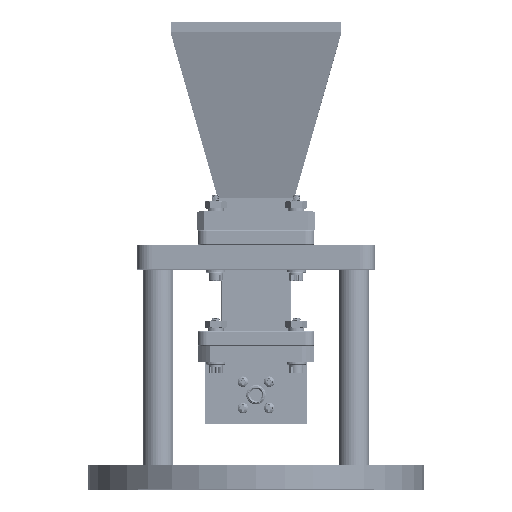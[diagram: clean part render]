
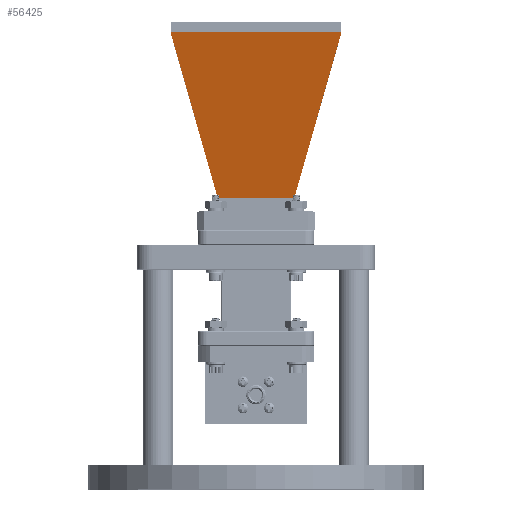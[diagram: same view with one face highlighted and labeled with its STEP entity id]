
A CAD part, top view. The second image highlights one B-rep face of the part: STEP entity #56425.
In plain terms, the highlighted face is planar.
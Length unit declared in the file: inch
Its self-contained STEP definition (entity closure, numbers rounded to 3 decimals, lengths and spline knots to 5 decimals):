
#1934 = VERTEX_POINT ( 'NONE', #4932 ) ;
#3794 = EDGE_CURVE ( 'NONE', #41884, #64660, #17742, .T. ) ;
#3969 = CARTESIAN_POINT ( 'NONE',  ( -0.81938, 1.09969, 4.08036 ) ) ;
#4872 = ORIENTED_EDGE ( 'NONE', *, *, #8760, .T. ) ;
#4932 = CARTESIAN_POINT ( 'NONE',  ( -0.82126, -1.09969, 4.08818 ) ) ;
#5973 = ORIENTED_EDGE ( 'NONE', *, *, #6777, .T. ) ;
#6777 = EDGE_CURVE ( 'NONE', #64660, #48663, #37968, .T. ) ;
#7238 = DIRECTION ( 'NONE',  ( 0., -1., 0. ) ) ;
#8760 = EDGE_CURVE ( 'NONE', #1934, #41884, #43403, .T. ) ;
#9035 = DIRECTION ( 'NONE',  ( 0.226, -0.267, -0.937 ) ) ;
#12201 = VERTEX_POINT ( 'NONE', #34361 ) ;
#14339 = CARTESIAN_POINT ( 'NONE',  ( -0.81938, -1.09969, 4.08036 ) ) ;
#16077 = DIRECTION ( 'NONE',  ( -0.226, -0.267, 0.937 ) ) ;
#17742 = LINE ( 'NONE', #51482, #33295 ) ;
#19061 = DIRECTION ( 'NONE',  ( -0.972, 0., -0.235 ) ) ;
#20690 = EDGE_CURVE ( 'NONE', #12201, #53242, #56757, .T. ) ;
#27308 = ORIENTED_EDGE ( 'NONE', *, *, #20690, .T. ) ;
#30386 = PLANE ( 'NONE',  #60465 ) ;
#32599 = FACE_OUTER_BOUND ( 'NONE', #76049, .T. ) ;
#33295 = VECTOR ( 'NONE', #42349, 39.37008 ) ;
#34361 = CARTESIAN_POINT ( 'NONE',  ( -0.30561, -0.4938, 1.95443 ) ) ;
#37968 = LINE ( 'NONE', #44618, #64320 ) ;
#38219 = VECTOR ( 'NONE', #73547, 39.37008 ) ;
#38963 = VECTOR ( 'NONE', #16077, 39.37008 ) ;
#41100 = ORIENTED_EDGE ( 'NONE', *, *, #53792, .T. ) ;
#41884 = VERTEX_POINT ( 'NONE', #51695 ) ;
#42349 = DIRECTION ( 'NONE',  ( 0.235, 0., -0.972 ) ) ;
#42900 = DIRECTION ( 'NONE',  ( -0.235, 0., 0.972 ) ) ;
#43363 = VECTOR ( 'NONE', #73811, 39.37008 ) ;
#43403 = LINE ( 'NONE', #49676, #38219 ) ;
#43880 = VECTOR ( 'NONE', #7238, 39.37008 ) ;
#44618 = CARTESIAN_POINT ( 'NONE',  ( -0.81938, 1.09969, 4.08036 ) ) ;
#45399 = CARTESIAN_POINT ( 'NONE',  ( -0.30561, -0.4938, 1.95443 ) ) ;
#48663 = VERTEX_POINT ( 'NONE', #48903 ) ;
#48903 = CARTESIAN_POINT ( 'NONE',  ( -0.30561, 0.4938, 1.95443 ) ) ;
#49676 = CARTESIAN_POINT ( 'NONE',  ( -0.82126, 0., 4.08818 ) ) ;
#51482 = CARTESIAN_POINT ( 'NONE',  ( -0.82126, 1.09969, 4.08818 ) ) ;
#51695 = CARTESIAN_POINT ( 'NONE',  ( -0.82126, 1.09969, 4.08818 ) ) ;
#53242 = VERTEX_POINT ( 'NONE', #65441 ) ;
#53792 = EDGE_CURVE ( 'NONE', #53242, #1934, #55818, .T. ) ;
#54268 = CARTESIAN_POINT ( 'NONE',  ( -0.57418, 0., 3.06576 ) ) ;
#55818 = LINE ( 'NONE', #14339, #43363 ) ;
#56425 = ADVANCED_FACE ( 'NONE', ( #32599 ), #30386, .T. ) ;
#56469 = CARTESIAN_POINT ( 'NONE',  ( -0.30561, 0., 1.95443 ) ) ;
#56757 = LINE ( 'NONE', #45399, #38963 ) ;
#60335 = ORIENTED_EDGE ( 'NONE', *, *, #72996, .T. ) ;
#60415 = LINE ( 'NONE', #56469, #43880 ) ;
#60465 = AXIS2_PLACEMENT_3D ( 'NONE', #54268, #19061, #42900 ) ;
#64320 = VECTOR ( 'NONE', #9035, 39.37008 ) ;
#64660 = VERTEX_POINT ( 'NONE', #3969 ) ;
#65402 = ORIENTED_EDGE ( 'NONE', *, *, #3794, .T. ) ;
#65441 = CARTESIAN_POINT ( 'NONE',  ( -0.81938, -1.09969, 4.08036 ) ) ;
#72996 = EDGE_CURVE ( 'NONE', #48663, #12201, #60415, .T. ) ;
#73547 = DIRECTION ( 'NONE',  ( 0., 1., 0. ) ) ;
#73811 = DIRECTION ( 'NONE',  ( -0.235, 0., 0.972 ) ) ;
#76049 = EDGE_LOOP ( 'NONE', ( #27308, #41100, #4872, #65402, #5973, #60335 ) ) ;
